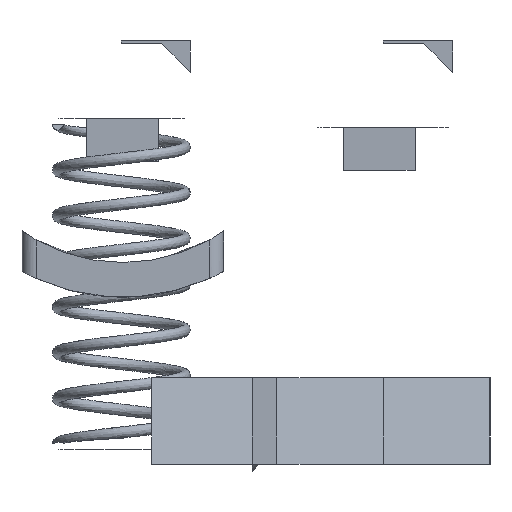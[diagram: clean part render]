
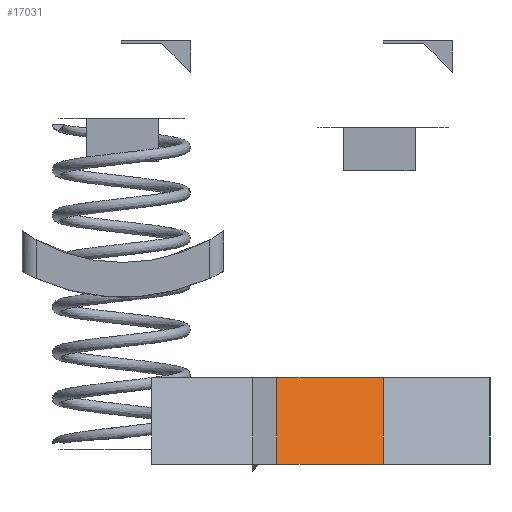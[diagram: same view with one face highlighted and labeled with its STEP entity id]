
A CAD part, left-side view. The second image highlights one B-rep face of the part: STEP entity #17031.
In plain terms, the highlighted face is planar.
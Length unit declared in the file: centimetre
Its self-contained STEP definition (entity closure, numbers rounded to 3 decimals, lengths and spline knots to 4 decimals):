
#1412=FACE_OUTER_BOUND($,#2323,.T.);
#2323=EDGE_LOOP($,(#11309,#11310,#11311,#11312));
#3403=LINE($,#23781,#5120);
#3412=LINE($,#23800,#5129);
#3414=LINE($,#23803,#5131);
#3416=LINE($,#23806,#5133);
#5120=VECTOR($,#19455,0.3159);
#5129=VECTOR($,#19472,0.3159);
#5131=VECTOR($,#19476,0.37);
#5133=VECTOR($,#19480,0.37);
#6812=VERTEX_POINT($,#23774);
#6814=VERTEX_POINT($,#23780);
#6819=VERTEX_POINT($,#23797);
#6820=VERTEX_POINT($,#23799);
#8556=EDGE_CURVE($,#6812,#6814,#3403,.T.);
#8565=EDGE_CURVE($,#6819,#6820,#3412,.T.);
#8567=EDGE_CURVE($,#6812,#6820,#3414,.T.);
#8569=EDGE_CURVE($,#6814,#6819,#3416,.T.);
#11309=ORIENTED_EDGE($,*,*,#8565,.F.);
#11310=ORIENTED_EDGE($,*,*,#8569,.F.);
#11311=ORIENTED_EDGE($,*,*,#8556,.F.);
#11312=ORIENTED_EDGE($,*,*,#8567,.T.);
#16381=PLANE($,#17994);
#17031=ADVANCED_FACE($,(#1412),#16381,.F.);
#17994=AXIS2_PLACEMENT_3D($,#23805,#19478,#19479);
#19455=DIRECTION($,(0.313,0.,0.95));
#19472=DIRECTION($,(-0.313,0.,-0.95));
#19476=DIRECTION($,(0.,1.,0.));
#19478=DIRECTION('center_axis',(-0.95,0.,
0.313));
#19479=DIRECTION('ref_axis',(0.,-1.,0.));
#19480=DIRECTION($,(0.,1.,0.));
#23774=CARTESIAN_POINT('',(-1.4016,-0.455,-1.77));
#23780=CARTESIAN_POINT('',(-1.3026,-0.455,-1.47));
#23781=CARTESIAN_POINT($,(-1.1636,-0.455,-1.0484));
#23797=CARTESIAN_POINT('',(-1.3026,-0.085,-1.47));
#23799=CARTESIAN_POINT('',(-1.4016,-0.085,-1.77));
#23800=CARTESIAN_POINT($,(-1.4016,-0.085,-1.77));
#23803=CARTESIAN_POINT($,(-1.4016,-0.455,-1.77));
#23805=CARTESIAN_POINT('Origin',(-1.3026,-0.455,-1.47));
#23806=CARTESIAN_POINT($,(-1.3026,-0.455,-1.47));
